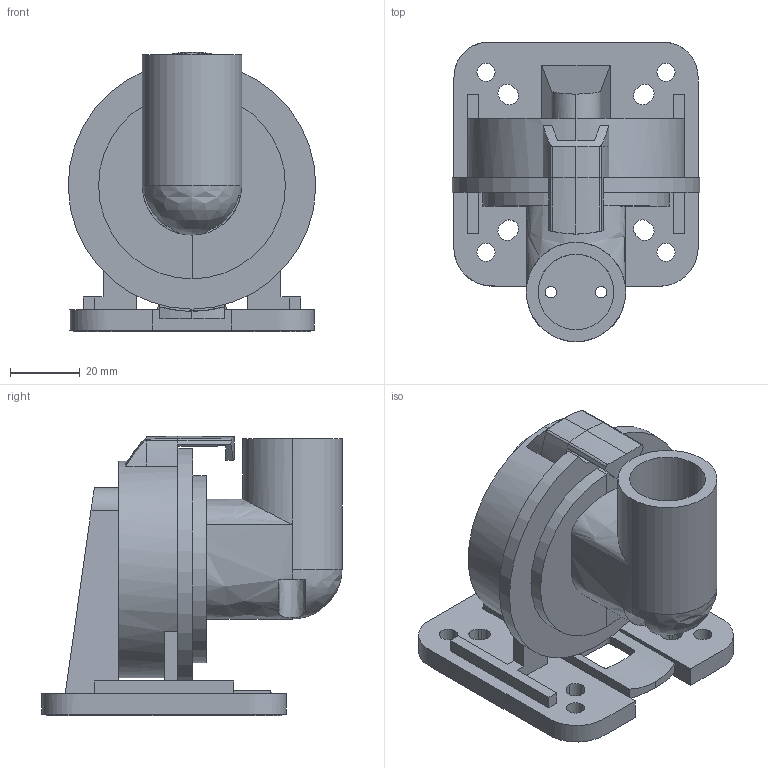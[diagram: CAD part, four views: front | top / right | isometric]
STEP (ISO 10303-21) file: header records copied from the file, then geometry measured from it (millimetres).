
FILE_DESCRIPTION (( 'STEP AP214' ), '1' );
FILE_NAME ('SZQ-001W.step', '2018-07-03T12:02:18', ( '' ), ( '' ), 'SwSTEP 2.0', 'SolidWorks 2017', '' );
FILE_SCHEMA (( 'AUTOMOTIVE_DESIGN' ));
Length unit declared in the file: inch
Products named in the file (1): SZQ-001W
Bounding box: 70.99 x 86.05 x 80.2 mm (x, y, z)
Volume: 145009.2 mm3; surface area: 47347.8 mm2
Topology: 2 solids, 2 shells, 158 faces, 453 edges, 302 vertices
Faces by surface type: plane 76, cylinder 52, bspline 30
Entity records: 9611 total; most frequent: CARTESIAN_POINT 3643, ORIENTED_EDGE 904, DIRECTION 655, EDGE_CURVE 452, VERTEX_POINT 302, VECTOR 229, LINE 229, AXIS2_PLACEMENT_3D 213
